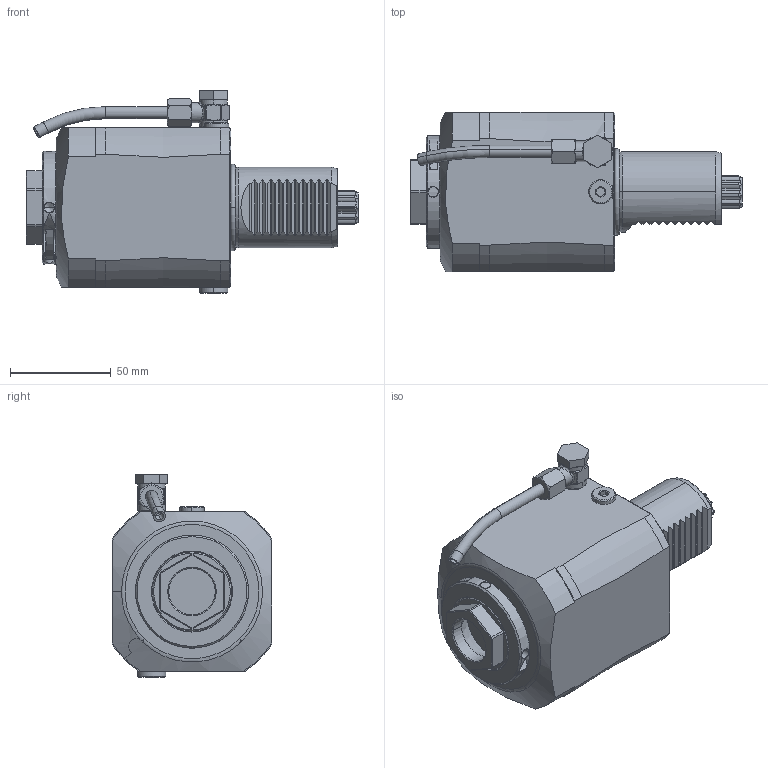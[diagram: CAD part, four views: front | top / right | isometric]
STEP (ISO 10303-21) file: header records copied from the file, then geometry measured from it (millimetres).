
FILE_DESCRIPTION((''),'2;1');
FILE_NAME('NGT1_40_115_32_3HD','2022-05-25T',('vali'),('NOVA GRUP'),'PRO/ENGINEER BY PARAMETRIC TECHNOLOGY CORPORATION, 2010280','PRO/ENGINEER BY PARAMETRIC TECHNOLOGY CORPORATION, 2010280','');
FILE_SCHEMA(('CONFIG_CONTROL_DESIGN'));
Length unit declared in the file: millimetre
Products named in the file (1): NGT1_40_115_32_3HD
Bounding box: 164.5 x 79 x 100.4 mm (x, y, z)
Volume: 591001.7 mm3; surface area: 53593.3 mm2
Topology: 3 solids, 5 shells, 424 faces, 1081 edges, 676 vertices
Faces by surface type: plane 148, cylinder 138, cone 71, torus 37, bspline 30
Entity records: 18114 total; most frequent: CARTESIAN_POINT 8382, ORIENTED_EDGE 2130, DIRECTION 1872, EDGE_CURVE 1065, AXIS2_PLACEMENT_3D 722, VERTEX_POINT 672, EDGE_LOOP 453, VECTOR 428
